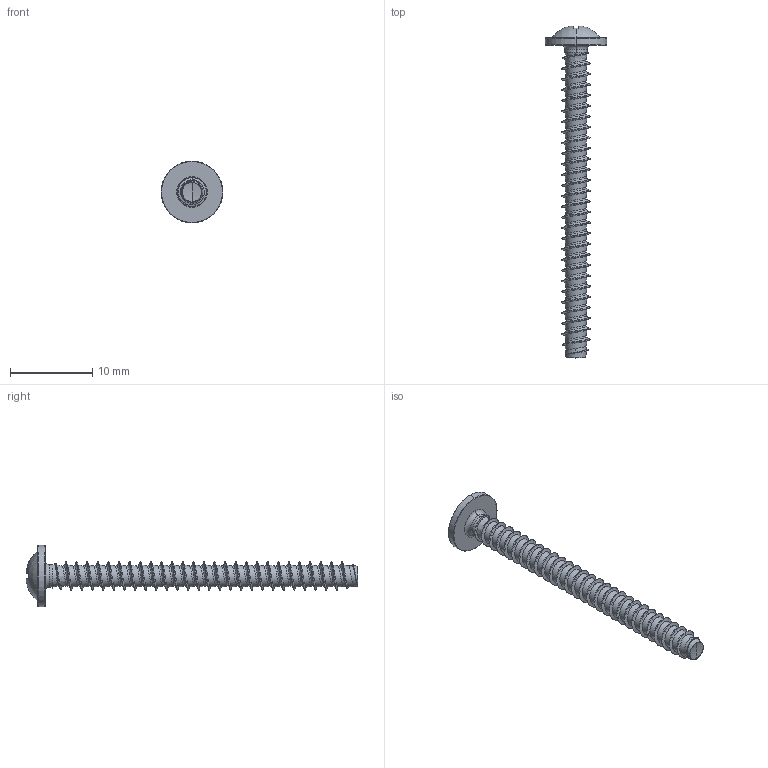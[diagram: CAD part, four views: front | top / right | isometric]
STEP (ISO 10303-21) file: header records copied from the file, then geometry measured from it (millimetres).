
FILE_DESCRIPTION (( 'STEP AP203' ), '1' );
FILE_NAME ('STP310350380.STEP', '2020-09-03T18:15:51', ( '' ), ( '' ), 'SwSTEP 2.0', 'SolidWorks 2015', '' );
FILE_SCHEMA (( 'CONFIG_CONTROL_DESIGN' ));
Length unit declared in the file: millimetre
Products named in the file (2): STP310350380
Bounding box: 7.5 x 40.33 x 7.5 mm (x, y, z)
Volume: 271 mm3; surface area: 616.7 mm2
Topology: 1 solids, 1 shells, 225 faces, 541 edges, 319 vertices
Faces by surface type: cylinder 84, bspline 51, torus 30, sphere 28, plane 23, cone 9
Entity records: 37889 total; most frequent: CARTESIAN_POINT 33101, ORIENTED_EDGE 1078, DIRECTION 861, EDGE_CURVE 539, AXIS2_PLACEMENT_3D 372, VERTEX_POINT 319, EDGE_LOOP 228, FACE_OUTER_BOUND 225
